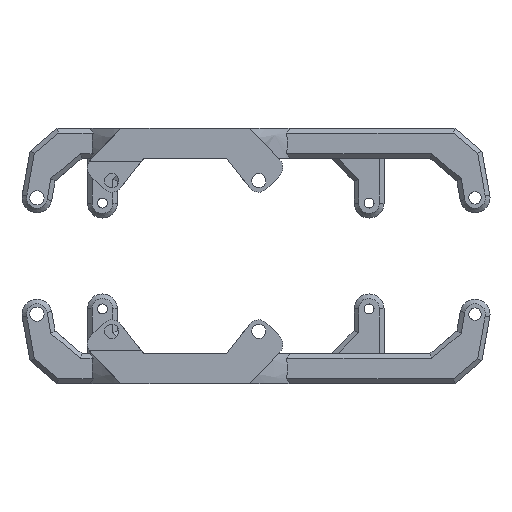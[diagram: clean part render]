
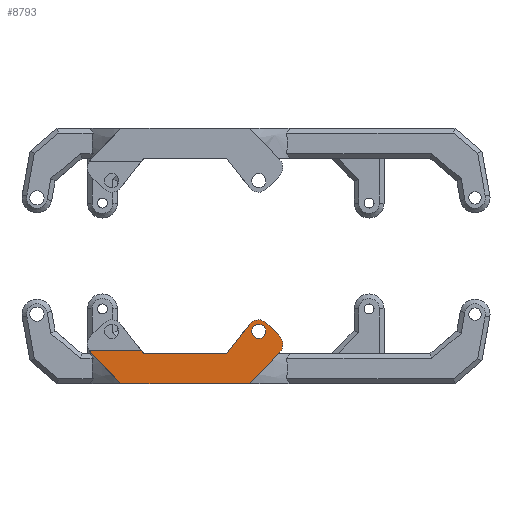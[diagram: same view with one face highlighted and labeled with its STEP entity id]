
A CAD part, front view. The second image highlights one B-rep face of the part: STEP entity #8793.
In plain terms, the highlighted planar face has unit normal (0, -1, 0).
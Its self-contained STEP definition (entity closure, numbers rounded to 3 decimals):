
#206=CIRCLE('',#9331,1.55);
#207=CIRCLE('',#9335,2.5);
#208=CIRCLE('',#9339,2.5);
#209=CIRCLE('',#9342,2.5);
#442=FACE_BOUND('',#1333,.T.);
#833=FACE_OUTER_BOUND('',#1332,.T.);
#1332=EDGE_LOOP('',(#6954,#6955,#6956,#6957,#6958,#6959,#6960,#6961,#6962,
#6963,#6964));
#1333=EDGE_LOOP('',(#6965));
#1643=LINE('',#12291,#2570);
#1837=LINE('',#12801,#2764);
#2039=LINE('',#13756,#2966);
#2056=LINE('',#13809,#2983);
#2058=LINE('',#13812,#2985);
#2060=LINE('',#13818,#2987);
#2061=LINE('',#13821,#2988);
#2064=LINE('',#13829,#2991);
#2570=VECTOR('',#9733,10.);
#2764=VECTOR('',#10035,10.);
#2966=VECTOR('',#10667,10.);
#2983=VECTOR('',#10720,10.);
#2985=VECTOR('',#10724,10.);
#2987=VECTOR('',#10732,10.);
#2988=VECTOR('',#10735,10.);
#2991=VECTOR('',#10744,10.);
#3509=VERTEX_POINT('',#12288);
#3510=VERTEX_POINT('',#12290);
#3699=VERTEX_POINT('',#12798);
#3700=VERTEX_POINT('',#12800);
#3862=VERTEX_POINT('',#13754);
#3863=VERTEX_POINT('',#13755);
#3880=VERTEX_POINT('',#13804);
#3881=VERTEX_POINT('',#13808);
#3882=VERTEX_POINT('',#13814);
#3883=VERTEX_POINT('',#13820);
#3884=VERTEX_POINT('',#13824);
#3885=VERTEX_POINT('',#13828);
#4384=EDGE_CURVE('',#3509,#3510,#1643,.T.);
#4612=EDGE_CURVE('',#3699,#3700,#1837,.T.);
#4934=EDGE_CURVE('',#3862,#3863,#2039,.T.);
#4960=EDGE_CURVE('',#3880,#3880,#206,.T.);
#4961=EDGE_CURVE('',#3881,#3700,#2056,.T.);
#4963=EDGE_CURVE('',#3862,#3699,#2058,.T.);
#4965=EDGE_CURVE('',#3882,#3863,#207,.T.);
#4966=EDGE_CURVE('',#3882,#3510,#2060,.T.);
#4967=EDGE_CURVE('',#3883,#3509,#2061,.T.);
#4969=EDGE_CURVE('',#3884,#3883,#208,.T.);
#4971=EDGE_CURVE('',#3885,#3884,#2064,.T.);
#4973=EDGE_CURVE('',#3881,#3885,#209,.T.);
#6954=ORIENTED_EDGE('',*,*,#4934,.T.);
#6955=ORIENTED_EDGE('',*,*,#4965,.F.);
#6956=ORIENTED_EDGE('',*,*,#4966,.T.);
#6957=ORIENTED_EDGE('',*,*,#4384,.F.);
#6958=ORIENTED_EDGE('',*,*,#4967,.F.);
#6959=ORIENTED_EDGE('',*,*,#4969,.F.);
#6960=ORIENTED_EDGE('',*,*,#4971,.F.);
#6961=ORIENTED_EDGE('',*,*,#4973,.F.);
#6962=ORIENTED_EDGE('',*,*,#4961,.T.);
#6963=ORIENTED_EDGE('',*,*,#4612,.F.);
#6964=ORIENTED_EDGE('',*,*,#4963,.F.);
#6965=ORIENTED_EDGE('',*,*,#4960,.F.);
#8381=PLANE('',#9343);
#8793=ADVANCED_FACE('',(#833,#442),#8381,.F.);
#9331=AXIS2_PLACEMENT_3D('',#13806,#10716,#10717);
#9335=AXIS2_PLACEMENT_3D('',#13816,#10728,#10729);
#9339=AXIS2_PLACEMENT_3D('',#13825,#10739,#10740);
#9342=AXIS2_PLACEMENT_3D('',#13832,#10748,#10749);
#9343=AXIS2_PLACEMENT_3D('',#13833,#10750,#10751);
#9733=DIRECTION('',(-1.,0.,0.));
#10035=DIRECTION('',(1.,0.,0.));
#10667=DIRECTION('',(-1.,0.,0.));
#10716=DIRECTION('center_axis',(0.,-1.,0.));
#10717=DIRECTION('ref_axis',(1.,0.,0.));
#10720=DIRECTION('',(-0.619,0.,-0.786));
#10724=DIRECTION('',(0.619,0.,-0.786));
#10728=DIRECTION('center_axis',(0.,1.,0.));
#10729=DIRECTION('ref_axis',(-0.721,0.,-0.693));
#10732=DIRECTION('',(0.693,0.,-0.721));
#10735=DIRECTION('',(-0.693,0.,-0.721));
#10739=DIRECTION('center_axis',(0.,1.,0.));
#10740=DIRECTION('ref_axis',(0.707,0.,0.707));
#10744=DIRECTION('',(0.707,0.,-0.707));
#10748=DIRECTION('center_axis',(0.,1.,0.));
#10749=DIRECTION('ref_axis',(1.,0.,0.));
#10750=DIRECTION('center_axis',(0.,1.,0.));
#10751=DIRECTION('ref_axis',(1.,0.,0.));
#12288=CARTESIAN_POINT('',(14.,0.,-27.75));
#12290=CARTESIAN_POINT('',(-14.,0.,-27.75));
#12291=CARTESIAN_POINT('',(14.,0.,-27.75));
#12798=CARTESIAN_POINT('',(-9.,0.,-21.25));
#12800=CARTESIAN_POINT('',(9.,0.,-21.25));
#12801=CARTESIAN_POINT('',(-9.,0.,-21.25));
#13754=CARTESIAN_POINT('',(-9.551,0.,-20.55));
#13755=CARTESIAN_POINT('',(-20.865,0.,-20.55));
#13756=CARTESIAN_POINT('',(-4.776,0.,-20.55));
#13804=CARTESIAN_POINT('',(14.45,0.,-16.4));
#13806=CARTESIAN_POINT('Origin',(16.,0.,-16.4));
#13808=CARTESIAN_POINT('',(14.036,0.,-14.854));
#13809=CARTESIAN_POINT('',(14.036,0.,-14.854));
#13812=CARTESIAN_POINT('',(-14.036,0.,-14.854));
#13814=CARTESIAN_POINT('',(-20.578,0.,-20.909));
#13816=CARTESIAN_POINT('Origin',(-18.776,0.,-19.176));
#13818=CARTESIAN_POINT('',(-20.578,0.,-20.909));
#13820=CARTESIAN_POINT('',(20.578,0.,-20.909));
#13821=CARTESIAN_POINT('',(20.578,0.,-20.909));
#13824=CARTESIAN_POINT('',(20.544,0.,-17.408));
#13825=CARTESIAN_POINT('Origin',(18.776,0.,-19.176));
#13828=CARTESIAN_POINT('',(17.768,0.,-14.632));
#13829=CARTESIAN_POINT('',(17.768,0.,-14.632));
#13832=CARTESIAN_POINT('Origin',(16.,0.,-16.4));
#13833=CARTESIAN_POINT('Origin',(0.,0.,-20.825));
